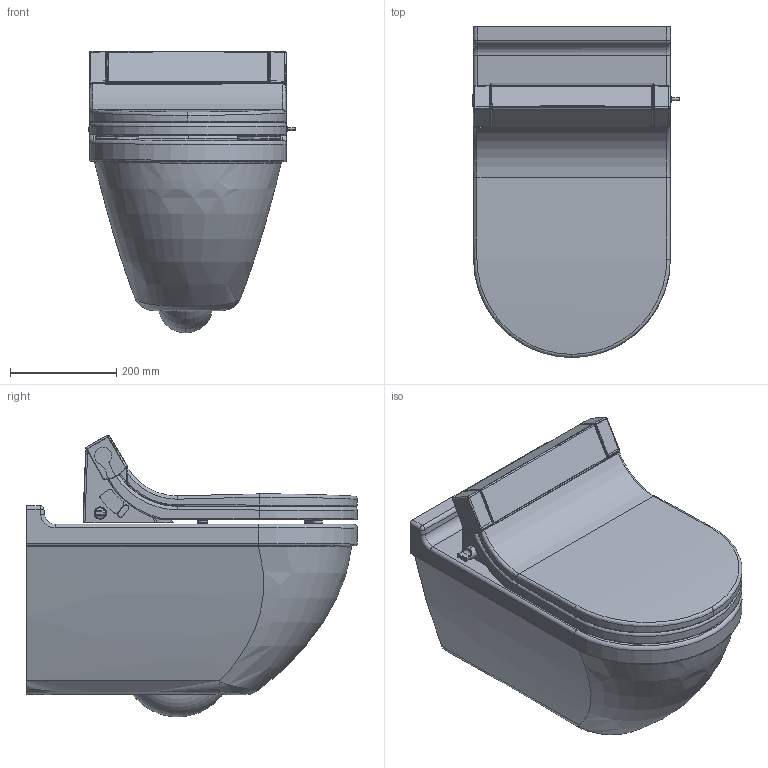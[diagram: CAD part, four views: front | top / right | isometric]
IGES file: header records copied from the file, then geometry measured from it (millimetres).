
Global section: file name: No Iges File Name specified; native system: Autodesk Inventor 2011; preprocessor: AutoDesk Inventor Iges Exporter R2011; author: Administrator; date: 20120229.153502; units: millimetre
Bounding box: 389.03 x 621.41 x 529.55 mm (x, y, z)
Volume: 44239813.6 mm3; surface area: 2065687.4 mm2
Topology: 20 solids, 20 shells, 648 faces, 1565 edges, 948 vertices
Faces by surface type: plane 197, bspline 189, cylinder 132, revolution 57, torus 38, sphere 23, cone 12
